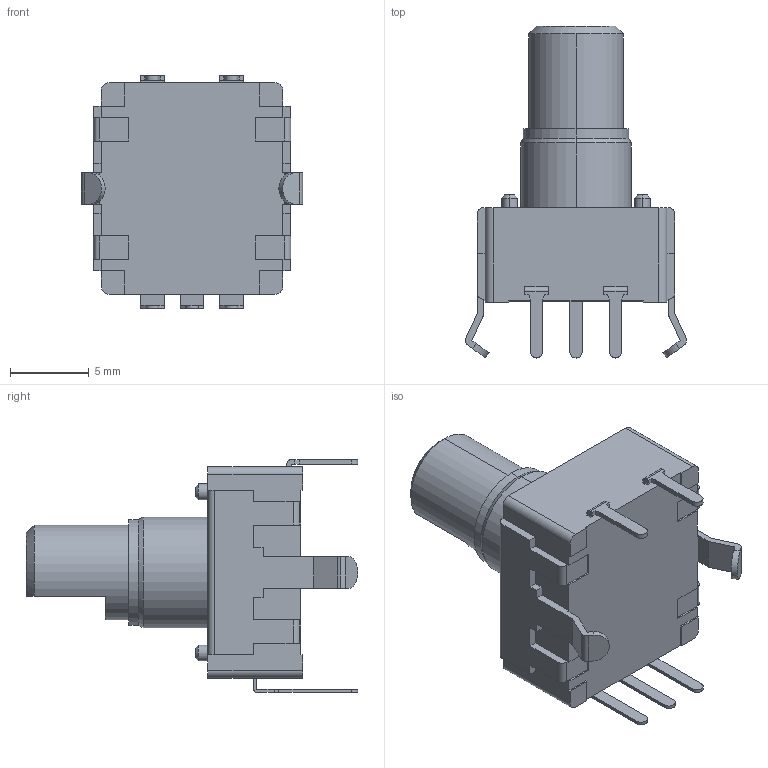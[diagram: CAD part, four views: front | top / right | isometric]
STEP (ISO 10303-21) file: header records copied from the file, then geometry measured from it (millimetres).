
FILE_DESCRIPTION (( 'STEP AP214' ), '1' );
FILE_NAME ('pec12r-4217f-s0024.STEP', '2024-07-11T09:29:50', ( '' ), ( '' ), 'SwSTEP 2.0', 'SolidWorks 2024', '' );
FILE_SCHEMA (( 'AUTOMOTIVE_DESIGN' ));
Length unit declared in the file: millimetre
Products named in the file (1): pec12r-4217f-s0024
Bounding box: 14 x 21 x 14.75 mm (x, y, z)
Volume: 1312.5 mm3; surface area: 978.4 mm2
Topology: 1 solids, 1 shells, 196 faces, 529 edges, 346 vertices
Faces by surface type: plane 146, cylinder 39, cone 11
Entity records: 6404 total; most frequent: CARTESIAN_POINT 1078, ORIENTED_EDGE 1058, DIRECTION 1010, EDGE_CURVE 529, LINE 438, VECTOR 438, VERTEX_POINT 346, AXIS2_PLACEMENT_3D 286
